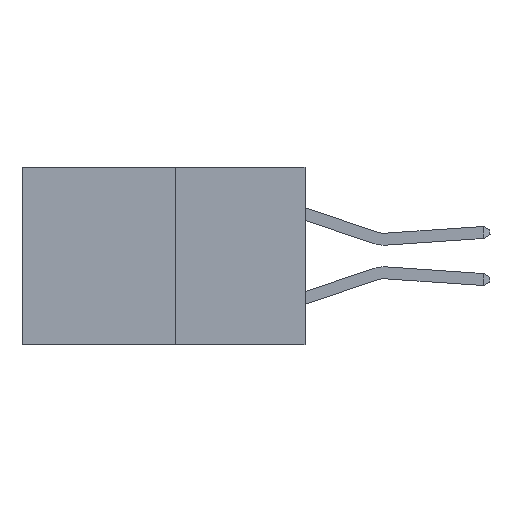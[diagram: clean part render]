
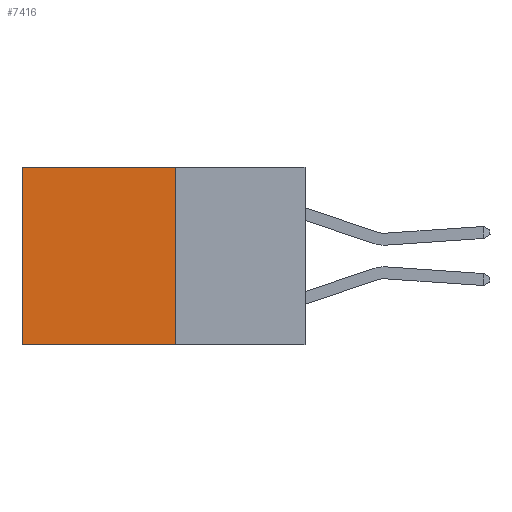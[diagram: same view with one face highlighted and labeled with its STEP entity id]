
A CAD part, left-side view. The second image highlights one B-rep face of the part: STEP entity #7416.
In plain terms, the highlighted planar face has unit normal (-1, 0, 0).
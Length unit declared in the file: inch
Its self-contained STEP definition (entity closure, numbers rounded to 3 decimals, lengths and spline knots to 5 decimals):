
#157 = CARTESIAN_POINT ( 'NONE',  ( 0.277, 0.27, -0.37 ) ) ;
#278 = VECTOR ( 'NONE', #5344, 39.37008 ) ;
#400 = VECTOR ( 'NONE', #8792, 39.37008 ) ;
#1238 = CARTESIAN_POINT ( 'NONE',  ( 0.277, 0.59, -0.37 ) ) ;
#1541 = VERTEX_POINT ( 'NONE', #2896 ) ;
#1702 = VERTEX_POINT ( 'NONE', #6227 ) ;
#1857 = EDGE_CURVE ( 'NONE', #1702, #3614, #2721, .T. ) ;
#2026 = DIRECTION ( 'NONE',  ( 0., 1., 0. ) ) ;
#2072 = CARTESIAN_POINT ( 'NONE',  ( 0.277, 0.59, 0. ) ) ;
#2086 = CARTESIAN_POINT ( 'NONE',  ( 0.277, 0.27, -0.37 ) ) ;
#2228 = LINE ( 'NONE', #4405, #5944 ) ;
#2564 = DIRECTION ( 'NONE',  ( 0., 0., -1. ) ) ;
#2683 = EDGE_CURVE ( 'NONE', #1702, #1541, #4285, .T. ) ;
#2721 = LINE ( 'NONE', #7229, #4408 ) ;
#2815 = DIRECTION ( 'NONE',  ( 0., 0., -1. ) ) ;
#2896 = CARTESIAN_POINT ( 'NONE',  ( 0.277, 0.27, -0.37 ) ) ;
#3100 = ORIENTED_EDGE ( 'NONE', *, *, #2683, .F. ) ;
#3197 = AXIS2_PLACEMENT_3D ( 'NONE', #2086, #4761, #2564 ) ;
#3614 = VERTEX_POINT ( 'NONE', #2072 ) ;
#3819 = ORIENTED_EDGE ( 'NONE', *, *, #5050, .F. ) ;
#3885 = ORIENTED_EDGE ( 'NONE', *, *, #6767, .T. ) ;
#3961 = LINE ( 'NONE', #4811, #278 ) ;
#4285 = LINE ( 'NONE', #157, #400 ) ;
#4405 = CARTESIAN_POINT ( 'NONE',  ( 0.277, 0.59, -0.37 ) ) ;
#4408 = VECTOR ( 'NONE', #2026, 39.37008 ) ;
#4546 = VERTEX_POINT ( 'NONE', #1238 ) ;
#4761 = DIRECTION ( 'NONE',  ( 1., 0., 0. ) ) ;
#4811 = CARTESIAN_POINT ( 'NONE',  ( 0.277, 0.27, -0.37 ) ) ;
#5050 = EDGE_CURVE ( 'NONE', #1541, #4546, #3961, .T. ) ;
#5056 = PLANE ( 'NONE',  #3197 ) ;
#5344 = DIRECTION ( 'NONE',  ( 0., 1., 0. ) ) ;
#5944 = VECTOR ( 'NONE', #2815, 39.37008 ) ;
#6227 = CARTESIAN_POINT ( 'NONE',  ( 0.277, 0.27, 0. ) ) ;
#6767 = EDGE_CURVE ( 'NONE', #3614, #4546, #2228, .T. ) ;
#6789 = EDGE_LOOP ( 'NONE', ( #3885, #3819, #3100, #8729 ) ) ;
#7229 = CARTESIAN_POINT ( 'NONE',  ( 0.277, 0.27, 0. ) ) ;
#7416 = ADVANCED_FACE ( 'NONE', ( #8114 ), #5056, .F. ) ;
#8114 = FACE_OUTER_BOUND ( 'NONE', #6789, .T. ) ;
#8729 = ORIENTED_EDGE ( 'NONE', *, *, #1857, .T. ) ;
#8792 = DIRECTION ( 'NONE',  ( 0., 0., -1. ) ) ;
